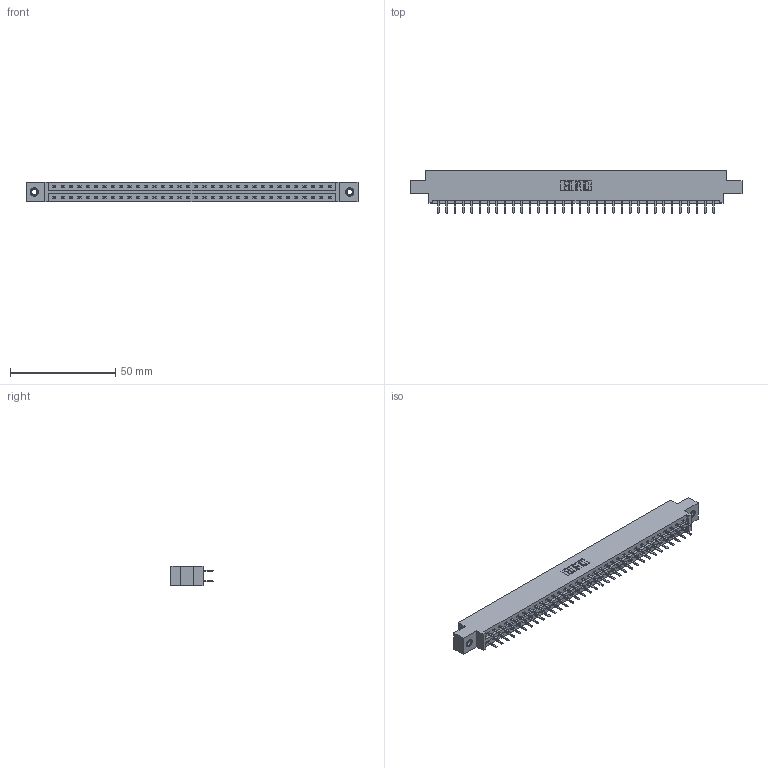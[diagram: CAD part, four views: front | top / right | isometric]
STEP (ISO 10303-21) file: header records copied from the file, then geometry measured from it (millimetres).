
FILE_DESCRIPTION (( 'STEP AP203' ), '1' );
FILE_NAME ('387-068-520-807.STEP', '2019-10-19T20:12:00', ( '' ), ( '' ), 'SwSTEP 2.0', 'SolidWorks 2016', '' );
FILE_SCHEMA (( 'CONFIG_CONTROL_DESIGN' ));
Length unit declared in the file: inch
Products named in the file (4): 345-250-001_345-250-005-103; 387-068-520-807; 337 Part_0.170 Offset - 0.156 Dia-TI; 345-292-001_345-293-120
Assembly tree (71 placements, depth 2):
  387-068-520-807
    337 Part_0.170 Offset - 0.156 Dia-TI
    345-292-001_345-293-120  x68
    345-250-001_345-250-005-103  x2
Bounding box: 157.73 x 20.02 x 9.4 mm (x, y, z)
Volume: 16355.9 mm3; surface area: 18471.1 mm2
Topology: 71 solids, 71 shells, 4122 faces, 11951 edges, 7778 vertices
Faces by surface type: plane 2826, cylinder 1280, cone 12, torus 4
Entity records: 28828 total; most frequent: CARTESIAN_POINT 4857, ORIENTED_EDGE 4774, DIRECTION 4165, EDGE_CURVE 2387, VECTOR 2235, LINE 2235, VERTEX_POINT 1584, AXIS2_PLACEMENT_3D 965
